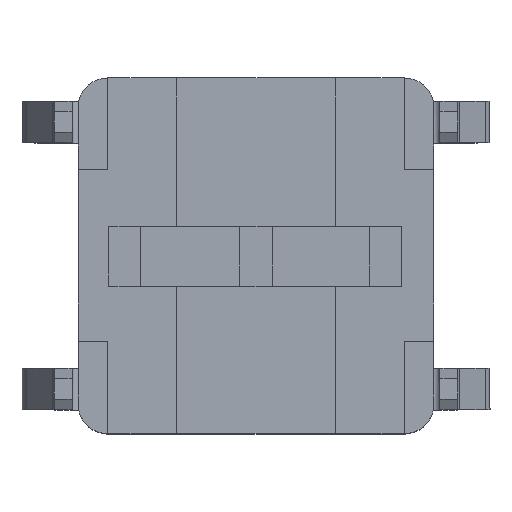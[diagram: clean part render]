
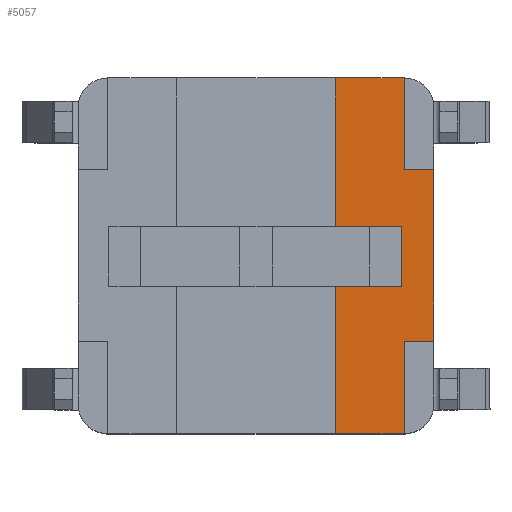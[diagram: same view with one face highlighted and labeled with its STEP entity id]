
A CAD part, top view. The second image highlights one B-rep face of the part: STEP entity #5057.
In plain terms, the highlighted face is planar.
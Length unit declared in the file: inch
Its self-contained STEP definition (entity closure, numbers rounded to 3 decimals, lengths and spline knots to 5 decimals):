
#60 = CARTESIAN_POINT ( 'NONE',  ( 0.09843, 0., -0.05669 ) ) ;
#170 = VECTOR ( 'NONE', #1209, 39.37008 ) ;
#206 = DIRECTION ( 'NONE',  ( 1., 0., 0. ) ) ;
#238 = CARTESIAN_POINT ( 'NONE',  ( 0.05276, 0., 0.01929 ) ) ;
#261 = EDGE_LOOP ( 'NONE', ( #2213, #3157, #1056, #1195, #1268, #4819, #4869, #4104, #2899, #7652, #5696, #3593 ) ) ;
#604 = LINE ( 'NONE', #1838, #1970 ) ;
#696 = VECTOR ( 'NONE', #5268, 39.37008 ) ;
#826 = LINE ( 'NONE', #2668, #1227 ) ;
#870 = VERTEX_POINT ( 'NONE', #4938 ) ;
#945 = CARTESIAN_POINT ( 'NONE',  ( 0.09843, 0., 0.11811 ) ) ;
#1056 = ORIENTED_EDGE ( 'NONE', *, *, #7468, .F. ) ;
#1116 = CARTESIAN_POINT ( 'NONE',  ( 0.09685, 0., -0.02008 ) ) ;
#1170 = VERTEX_POINT ( 'NONE', #1753 ) ;
#1195 = ORIENTED_EDGE ( 'NONE', *, *, #1304, .F. ) ;
#1209 = DIRECTION ( 'NONE',  ( -1., 0., 0. ) ) ;
#1211 = CARTESIAN_POINT ( 'NONE',  ( 0.09843, 0., 0.05748 ) ) ;
#1227 = VECTOR ( 'NONE', #3318, 39.37008 ) ;
#1242 = CARTESIAN_POINT ( 'NONE',  ( 0.04949, 0., 0.12992 ) ) ;
#1268 = ORIENTED_EDGE ( 'NONE', *, *, #7269, .F. ) ;
#1273 = PLANE ( 'NONE',  #2631 ) ;
#1293 = CARTESIAN_POINT ( 'NONE',  ( 0.09685, 0., 0.01929 ) ) ;
#1304 = EDGE_CURVE ( 'NONE', #1170, #1697, #5555, .T. ) ;
#1308 = DIRECTION ( 'NONE',  ( 1., 0., 0. ) ) ;
#1316 = LINE ( 'NONE', #4823, #170 ) ;
#1382 = DIRECTION ( 'NONE',  ( 0., 1., 0. ) ) ;
#1591 = CARTESIAN_POINT ( 'NONE',  ( 0.05276, 0., -0.11811 ) ) ;
#1697 = VERTEX_POINT ( 'NONE', #4610 ) ;
#1753 = CARTESIAN_POINT ( 'NONE',  ( 0.09843, 0., -0.05669 ) ) ;
#1838 = CARTESIAN_POINT ( 'NONE',  ( 0.09843, 0., 0.05748 ) ) ;
#1853 = VECTOR ( 'NONE', #4581, 39.37008 ) ;
#1874 = VERTEX_POINT ( 'NONE', #1928 ) ;
#1928 = CARTESIAN_POINT ( 'NONE',  ( 0.05276, 0., 0.01929 ) ) ;
#1970 = VECTOR ( 'NONE', #6775, 39.37008 ) ;
#2180 = CARTESIAN_POINT ( 'NONE',  ( 0.09843, 0., -0.11811 ) ) ;
#2213 = ORIENTED_EDGE ( 'NONE', *, *, #3582, .T. ) ;
#2316 = LINE ( 'NONE', #945, #696 ) ;
#2465 = VERTEX_POINT ( 'NONE', #1293 ) ;
#2512 = VERTEX_POINT ( 'NONE', #5124 ) ;
#2516 = DIRECTION ( 'NONE',  ( 0., 0., -1. ) ) ;
#2526 = EDGE_CURVE ( 'NONE', #870, #7807, #7570, .T. ) ;
#2585 = EDGE_CURVE ( 'NONE', #2465, #2512, #3921, .T. ) ;
#2620 = VECTOR ( 'NONE', #3010, 39.37008 ) ;
#2631 = AXIS2_PLACEMENT_3D ( 'NONE', #1242, #1382, #1308 ) ;
#2668 = CARTESIAN_POINT ( 'NONE',  ( 0.11811, 0., 0.05748 ) ) ;
#2899 = ORIENTED_EDGE ( 'NONE', *, *, #2526, .F. ) ;
#2930 = CARTESIAN_POINT ( 'NONE',  ( 0.11811, 0., -0.05669 ) ) ;
#3010 = DIRECTION ( 'NONE',  ( 0., 0., 1. ) ) ;
#3157 = ORIENTED_EDGE ( 'NONE', *, *, #4032, .F. ) ;
#3228 = FACE_OUTER_BOUND ( 'NONE', #261, .T. ) ;
#3249 = CARTESIAN_POINT ( 'NONE',  ( 0.05276, 0., 0.11811 ) ) ;
#3318 = DIRECTION ( 'NONE',  ( 0., 0., -1. ) ) ;
#3582 = EDGE_CURVE ( 'NONE', #2512, #4903, #5145, .T. ) ;
#3586 = CARTESIAN_POINT ( 'NONE',  ( 0.09843, 0., 0.11811 ) ) ;
#3593 = ORIENTED_EDGE ( 'NONE', *, *, #2585, .T. ) ;
#3643 = DIRECTION ( 'NONE',  ( -1., 0., 0. ) ) ;
#3882 = CARTESIAN_POINT ( 'NONE',  ( 0.09685, 0., 0.01929 ) ) ;
#3921 = LINE ( 'NONE', #3882, #5762 ) ;
#3968 = VERTEX_POINT ( 'NONE', #2930 ) ;
#4032 = EDGE_CURVE ( 'NONE', #4042, #4903, #7206, .T. ) ;
#4042 = VERTEX_POINT ( 'NONE', #1591 ) ;
#4104 = ORIENTED_EDGE ( 'NONE', *, *, #7511, .F. ) ;
#4161 = CARTESIAN_POINT ( 'NONE',  ( 0.05276, 0., 0.01929 ) ) ;
#4294 = CARTESIAN_POINT ( 'NONE',  ( 0.11811, 0., 0.05748 ) ) ;
#4415 = VERTEX_POINT ( 'NONE', #1211 ) ;
#4480 = DIRECTION ( 'NONE',  ( 1., 0., 0. ) ) ;
#4581 = DIRECTION ( 'NONE',  ( -1., 0., 0. ) ) ;
#4610 = CARTESIAN_POINT ( 'NONE',  ( 0.09843, 0., -0.11811 ) ) ;
#4819 = ORIENTED_EDGE ( 'NONE', *, *, #7132, .F. ) ;
#4823 = CARTESIAN_POINT ( 'NONE',  ( 0.11811, 0., -0.05669 ) ) ;
#4869 = ORIENTED_EDGE ( 'NONE', *, *, #7211, .F. ) ;
#4903 = VERTEX_POINT ( 'NONE', #7372 ) ;
#4938 = CARTESIAN_POINT ( 'NONE',  ( 0.05276, 0., 0.11811 ) ) ;
#4942 = VECTOR ( 'NONE', #2516, 39.37008 ) ;
#5033 = VECTOR ( 'NONE', #3643, 39.37008 ) ;
#5057 = ADVANCED_FACE ( 'NONE', ( #3228 ), #1273, .F. ) ;
#5124 = CARTESIAN_POINT ( 'NONE',  ( 0.09685, 0., -0.02008 ) ) ;
#5145 = LINE ( 'NONE', #1116, #5033 ) ;
#5175 = EDGE_CURVE ( 'NONE', #1874, #2465, #6900, .T. ) ;
#5268 = DIRECTION ( 'NONE',  ( 0., 0., -1. ) ) ;
#5555 = LINE ( 'NONE', #60, #4942 ) ;
#5615 = DIRECTION ( 'NONE',  ( 0., 0., -1. ) ) ;
#5696 = ORIENTED_EDGE ( 'NONE', *, *, #5175, .T. ) ;
#5762 = VECTOR ( 'NONE', #5615, 39.37008 ) ;
#5793 = VECTOR ( 'NONE', #7084, 39.37008 ) ;
#5845 = VECTOR ( 'NONE', #206, 39.37008 ) ;
#5997 = VERTEX_POINT ( 'NONE', #4294 ) ;
#6033 = VECTOR ( 'NONE', #4480, 39.37008 ) ;
#6054 = LINE ( 'NONE', #4161, #2620 ) ;
#6775 = DIRECTION ( 'NONE',  ( 1., 0., 0. ) ) ;
#6900 = LINE ( 'NONE', #238, #5845 ) ;
#7028 = LINE ( 'NONE', #2180, #1853 ) ;
#7084 = DIRECTION ( 'NONE',  ( 0., 0., 1. ) ) ;
#7132 = EDGE_CURVE ( 'NONE', #5997, #3968, #826, .T. ) ;
#7206 = LINE ( 'NONE', #7783, #5793 ) ;
#7211 = EDGE_CURVE ( 'NONE', #4415, #5997, #604, .T. ) ;
#7269 = EDGE_CURVE ( 'NONE', #3968, #1170, #1316, .T. ) ;
#7372 = CARTESIAN_POINT ( 'NONE',  ( 0.05276, 0., -0.02008 ) ) ;
#7468 = EDGE_CURVE ( 'NONE', #1697, #4042, #7028, .T. ) ;
#7511 = EDGE_CURVE ( 'NONE', #7807, #4415, #2316, .T. ) ;
#7570 = LINE ( 'NONE', #3249, #6033 ) ;
#7594 = EDGE_CURVE ( 'NONE', #1874, #870, #6054, .T. ) ;
#7652 = ORIENTED_EDGE ( 'NONE', *, *, #7594, .F. ) ;
#7783 = CARTESIAN_POINT ( 'NONE',  ( 0.05276, 0., -0.11811 ) ) ;
#7807 = VERTEX_POINT ( 'NONE', #3586 ) ;
